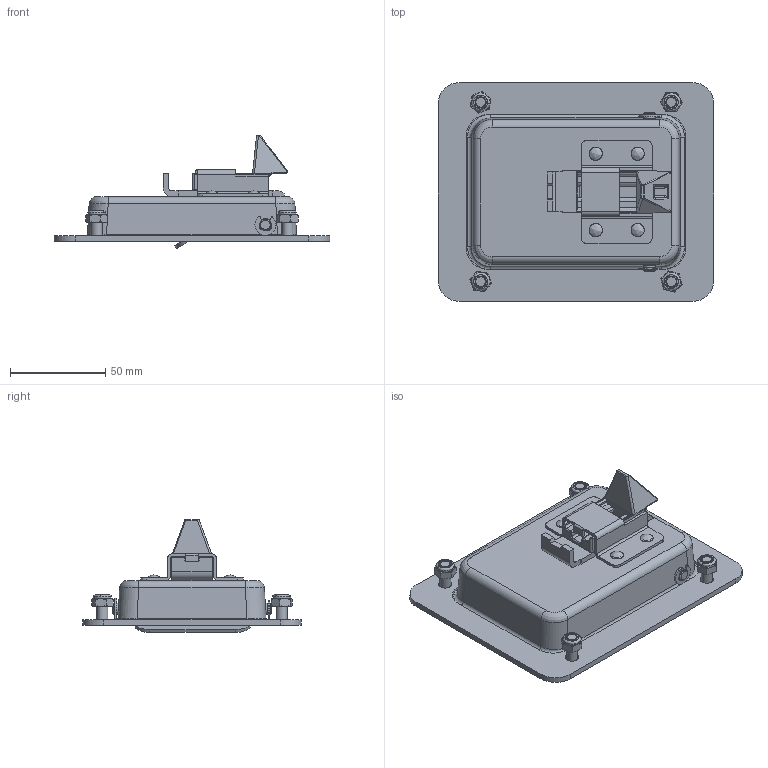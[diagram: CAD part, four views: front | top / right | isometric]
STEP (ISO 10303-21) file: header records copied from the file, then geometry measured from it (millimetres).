
FILE_DESCRIPTION(('STEP AP203'),'1');
FILE_NAME('016.6.2.00.1.step','2020-08-20T14:01:45',(' '),(' '),'Spatial InterOp 3D',' ',' ');
FILE_SCHEMA(('CONFIG_CONTROL_DESIGN'));
Length unit declared in the file: millimetre
Products named in the file (29): 1; 2; 3; 4; 5; 6; 7; 8; 9; 10; 11; 12; 13; 14; 15; 16; 17; 18; 19; 20; 21; 22; 23; 24; 25; 26; 27; 28; 29
Bounding box: 144.6 x 114.6 x 59.22 mm (x, y, z)
Volume: 78653.4 mm3; surface area: 93182 mm2
Topology: 29 solids, 29 shells, 944 faces, 2429 edges, 1503 vertices
Faces by surface type: plane 384, cylinder 272, bspline 183, cone 103, sphere 2
Full cylindrical faces by diameter (mm): 3 x4, 3.3 x1, 3.8 x2, 4.9 x4, 5 x8, 5.1 x8, 5.2 x4, 5.8 x4, 6 x11, 6.1 x4, 6.2 x2, 6.5 x2, 7 x4, 7.1 x8, 8 x4, 9.5 x4
Entity records: 39251 total; most frequent: CARTESIAN_POINT 16987, ORIENTED_EDGE 4474, DIRECTION 4147, EDGE_CURVE 2237, AXIS2_PLACEMENT_3D 1604, VERTEX_POINT 1461, EDGE_LOOP 1124, FACE_OUTER_BOUND 1018
